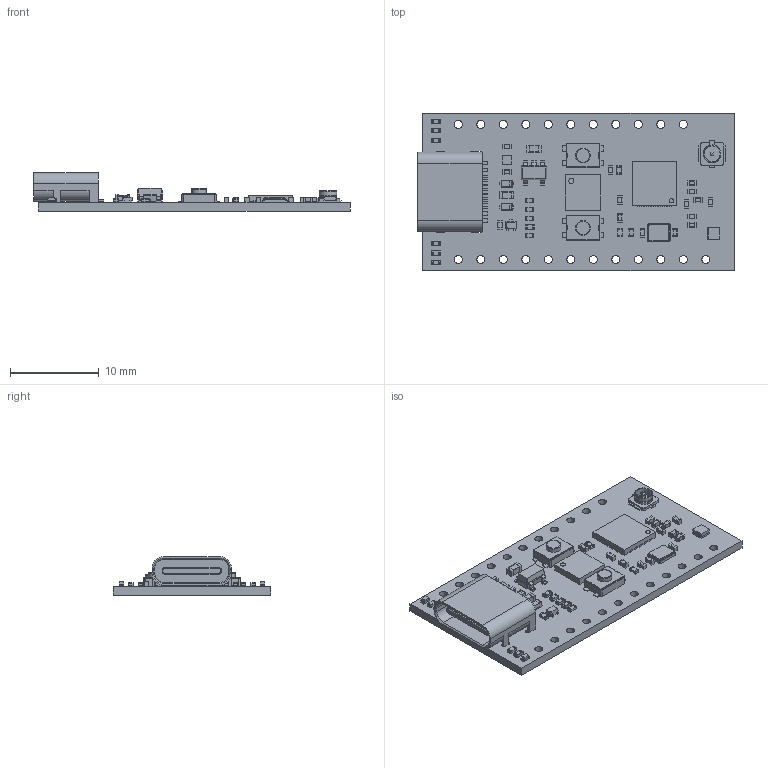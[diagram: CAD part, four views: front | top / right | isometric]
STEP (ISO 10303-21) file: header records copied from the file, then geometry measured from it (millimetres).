
FILE_DESCRIPTION(('KiCad electronic assembly'),'2;1');
FILE_NAME('TinyC6_U1.step','2024-03-24T09:17:20',('Pcbnew'),('Kicad'), 'Open CASCADE STEP processor 7.7','KiCad to STEP converter','Unknown' );
FILE_SCHEMA(('AUTOMOTIVE_DESIGN { 1 0 10303 214 1 1 1 1 }'));
Length unit declared in the file: millimetre
Products named in the file (34): TinyC6_U1 1; C_0402_1005Metric; L_0402_1005Metric; R_0402_1005Metric; BTN_KMR2_4.6X2.8_HAND; BTN_KMR2_4.6X2.8_HAND v1; LED_0402_1005Metric; APA102 2020 LED; APA102 2020 LED v2; SOT-723; ESD7C5.0DT5G; SOT-23-5; SOT_23_5; NCP170AMX170TCG; NCP160AMX280TBG; D_SOD-523; D_SOD_523; WSON-8_4x4mm_P0.8mm; WSON8_4x4mm_Pitch08mm; U.FL_Hirose_U.FL-R-SMT-1_Vertical; Crystal_SMD_3225-4Pin_3.2x2.5mm_HandSoldering; C_0603_1608Metric; QFN-40-1EP_5x5mm_P0.4mm_EP3.6x3.6mm; QFN-40-1EP_5x5mm_Pitch0.4mm; HIRO-USB-C Fixed Position; HRO  USB-C col 3 v7; TinyC6_U1_PCB
Assembly tree (61 placements, depth 3):
  TinyC6_U1 1
    C_0402_1005Metric  x14
      C_0402_1005Metric
    L_0402_1005Metric
      L_0402_1005Metric
    R_0402_1005Metric  x12
      R_0402_1005Metric
    BTN_KMR2_4.6X2.8_HAND  x2
      BTN_KMR2_4.6X2.8_HAND v1
    LED_0402_1005Metric  x2
      LED_0402_1005Metric
    APA102 2020 LED
      APA102 2020 LED v2
    SOT-723
      ESD7C5.0DT5G
    SOT-23-5
      SOT_23_5
    NCP170AMX170TCG
      NCP160AMX280TBG
    D_SOD-523  x2
      D_SOD_523
    WSON-8_4x4mm_P0.8mm
      WSON8_4x4mm_Pitch08mm
    U.FL_Hirose_U.FL-R-SMT-1_Vertical
      U.FL_Hirose_U.FL-R-SMT-1_Vertical
    Crystal_SMD_3225-4Pin_3.2x2.5mm_HandSoldering
      Crystal_SMD_3225-4Pin_3.2x2.5mm_HandSoldering
    C_0603_1608Metric  x2
      C_0603_1608Metric
    QFN-40-1EP_5x5mm_P0.4mm_EP3.6x3.6mm
      QFN-40-1EP_5x5mm_Pitch0.4mm
    HIRO-USB-C Fixed Position
      HRO  USB-C col 3 v7
    TinyC6_U1_PCB
Bounding box: 35.74 x 17.78 x 4.36 mm (x, y, z)
Volume: 785 mm3; surface area: 2308.4 mm2
Topology: 78 solids, 78 shells, 2103 faces, 5507 edges, 3614 vertices
Faces by surface type: plane 1426, cylinder 485, bspline 176, cone 13, torus 2, sphere 1
Full cylindrical faces by diameter (mm): 0.4 x1, 0.5 x3, 0.6 x1, 0.75 x2, 0.9 x12, 0.914 x11, 1.665 x4, 1.8 x1, 1.92 x1, 2 x2
Entity records: 44736 total; most frequent: CARTESIAN_POINT 8164, ORIENTED_EDGE 6714, DIRECTION 5859, EDGE_CURVE 3357, LINE 2605, VECTOR 2605, VERTEX_POINT 2204, AXIS2_PLACEMENT_3D 1627
